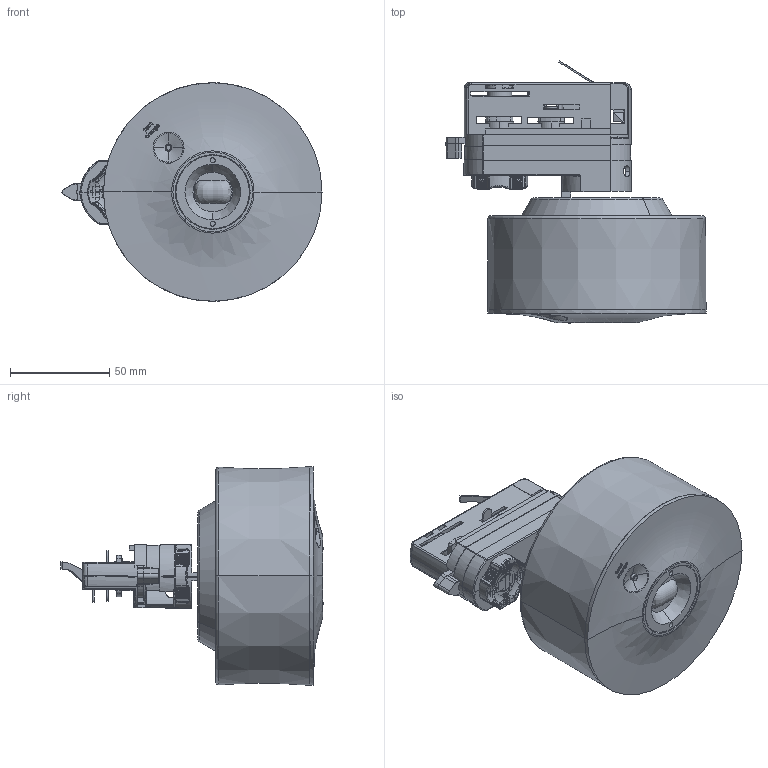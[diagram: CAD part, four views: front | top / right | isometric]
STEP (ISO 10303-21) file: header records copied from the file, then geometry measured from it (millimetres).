
FILE_DESCRIPTION((''),'2;1');
FILE_NAME('LB4_TRACK_EK_ASM','2025-09-09T',('ainger.jiang'),(''),'CREO PARAMETRIC BY PTC INC, 2015480','CREO PARAMETRIC BY PTC INC, 2015480','');
FILE_SCHEMA(('CONFIG_CONTROL_DESIGN'));
Length unit declared in the file: millimetre
Products named in the file (1): LB4_TRACK_EK_ASM
Bounding box: 130.91 x 131.93 x 110 mm (x, y, z)
Volume: 441393.4 mm3; surface area: 123696.8 mm2
Topology: 3 solids, 6 shells, 5821 faces, 16801 edges, 11100 vertices
Faces by surface type: plane 4351, bspline 492, cylinder 386, cone 302, extrusion 192, torus 52, sphere 35, revolution 11
Entity records: 218903 total; most frequent: CARTESIAN_POINT 78309, ORIENTED_EDGE 33561, DIRECTION 22559, EDGE_CURVE 16782, VERTEX_POINT 11101, VECTOR 9444, LINE 9252, AXIS2_PLACEMENT_3D 6552
